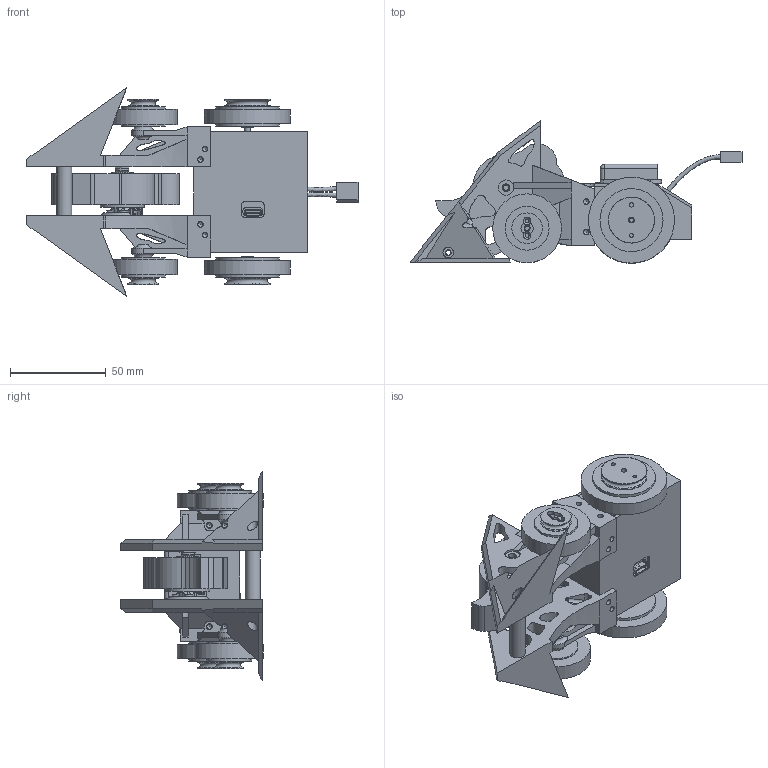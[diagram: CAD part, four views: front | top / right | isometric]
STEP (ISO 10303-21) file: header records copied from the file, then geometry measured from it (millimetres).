
FILE_DESCRIPTION(/* description */ (''),/* implementation_level */ '2;1');
FILE_NAME(/* name */ '大笨象.stp',/* time_stamp */ '2023-09-13T17:47:40+08:00',/* author */ ('13326471722'),/* organization */ (''),/* preprocessor_version */ 'ST-DEVELOPER v18.1',/* originating_system */ 'Autodesk Inventor 2021',/* authorisation */ '');
FILE_SCHEMA (('AUTOMOTIVE_DESIGN { 1 0 10303 214 3 1 1 }'));
Products named in the file (36): 大笨象; 37mm新轮毂; 3700; 零件514; ICX301插头; ICS3010002; ICS3010004; ICS301000; ICS3010006; ICS3010007; ICS30100; ICS30100_1; 无刷电调; 001; PH23P000; PH23P000_1; 运动模块; 主控器; X30J TF卡槽 V0000; Board; Free-Models; User_Library-TF-01A; SH002; _X2_5B9E4F53_X0_5; 电池; 机身; 支架1; 武器; MFL104ZZ; M40001; 3600; 武器电机; 37mm新轮毂_MIR; 3700_MIR; 零件564; 3600_MIR
Assembly tree (37 placements, depth 5):
  大笨象
    37mm新轮毂
      3700
      零件514
    ICX301插头
      ICS3010002
      ICS30100  x2
      ICS3010004
      ICS301000
      ICS3010006
      ICS3010007
      ICS30100_1  x2
    无刷电调
      001
      PH23P000
      PH23P000_1
    运动模块
    主控器
    X30J TF卡槽 V0000
      Board
      Free-Models
        User_Library-TF-01A
        SH002
          _X2_5B9E4F53_X0_5
    电池
    机身
    支架1
    武器
    MFL104ZZ
    M40001
    3600
    武器电机
    37mm新轮毂_MIR
      3700_MIR
      零件564
    3600_MIR
Bounding box: 173.76 x 74.66 x 109.18 mm (x, y, z)
Volume: 202628.7 mm3; surface area: 114670.2 mm2
Topology: 42 solids, 70 shells, 5036 faces, 13453 edges, 8741 vertices
Faces by surface type: plane 3653, cylinder 882, bspline 262, cone 109, torus 70, sphere 60
Full cylindrical faces by diameter (mm): 0.6 x3, 0.8 x14, 1 x2, 1.1 x4, 1.5 x1, 1.6 x8, 2 x33, 2.05 x2, 2.3 x10, 2.5 x27, 2.6 x10, 2.7 x18, 3 x33, 3.2 x3, 3.3 x1, 3.8 x2, 4 x3, 4.1 x1, 5 x1, 5.5 x10, 5.6 x1, 6 x3, 6.15 x2, 7 x1, 8 x3, 8.35 x2, 9 x2, 10 x3, 11.6 x1, 16 x4
Entity records: 177676 total; most frequent: CARTESIAN_POINT 50824, ORIENTED_EDGE 26524, DIRECTION 24344, EDGE_CURVE 13262, LINE 10460, VECTOR 10460, VERTEX_POINT 8668, AXIS2_PLACEMENT_3D 6942
